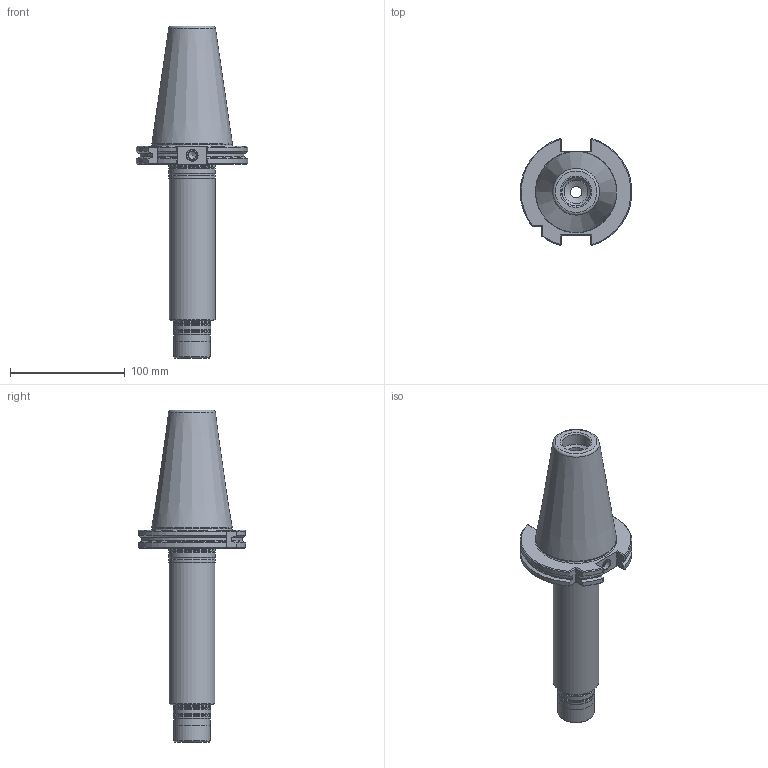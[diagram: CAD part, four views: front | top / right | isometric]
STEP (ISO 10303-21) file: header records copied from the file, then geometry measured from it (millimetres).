
FILE_DESCRIPTION(/* description */ (''),/* implementation_level */ '2;1');
FILE_NAME(/* name */ '425012590.stp',/* time_stamp */ '2021-01-08T12:44:14',/* author */ ('LRA'),/* organization */ ('REGO-FIX'),/* preprocessor_version */ ' Unknown',/* originating_system */ 'SIEMENS PLM Software Solid Edge ST10',/* authorization */ 'Unknown');
FILE_SCHEMA (('AUTOMOTIVE_DESIGN { 1 0 10303 214 2 1 1}'));
Length unit declared in the file: millimetre
Products named in the file (1): NOCUT
Bounding box: 97.32 x 93.58 x 289.6 mm (x, y, z)
Volume: 470415 mm3; surface area: 73395.4 mm2
Topology: 1 solids, 1 shells, 127 faces, 319 edges, 198 vertices
Faces by surface type: plane 42, cone 39, cylinder 30, torus 16
Full cylindrical faces by diameter (mm): 7 x1, 10 x1, 10.106 x1, 18 x1, 20.751 x1, 20.752 x1, 25 x1, 32 x2, 32.5 x3, 40 x1, 40.5 x3
Entity records: 4405 total; most frequent: CARTESIAN_POINT 736, DIRECTION 574, ORIENTED_EDGE 512, EDGE_CURVE 256, AXIS2_PLACEMENT_3D 239, VERTEX_POINT 189, FACE_BOUND 187, EDGE_LOOP 186
